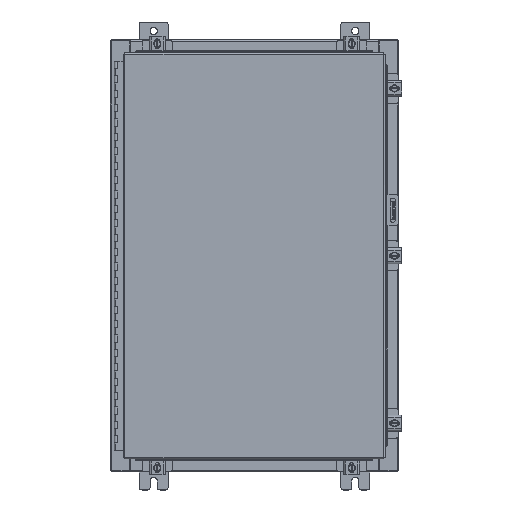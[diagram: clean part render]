
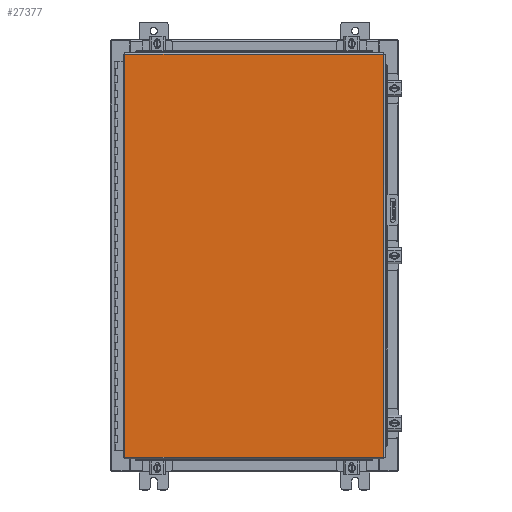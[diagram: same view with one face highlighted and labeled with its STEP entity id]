
A CAD part, top view. The second image highlights one B-rep face of the part: STEP entity #27377.
In plain terms, the highlighted planar face has unit normal (0, 0, 1).
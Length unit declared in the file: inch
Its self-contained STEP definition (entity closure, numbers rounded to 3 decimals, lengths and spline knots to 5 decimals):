
#475 = VERTEX_POINT ( 'NONE', #7114 ) ;
#629 = EDGE_CURVE ( 'NONE', #938, #4079, #14729, .T. ) ;
#938 = VERTEX_POINT ( 'NONE', #13542 ) ;
#2000 = CARTESIAN_POINT ( 'NONE',  ( -8.9903, -14.0063, 0. ) ) ;
#2462 = ORIENTED_EDGE ( 'NONE', *, *, #22999, .T. ) ;
#4079 = VERTEX_POINT ( 'NONE', #2000 ) ;
#5533 = DIRECTION ( 'NONE',  ( -1., 0., 0. ) ) ;
#5665 = CARTESIAN_POINT ( 'NONE',  ( 8.9903, 14.0063, 0. ) ) ;
#5849 = VECTOR ( 'NONE', #16493, 39.37008 ) ;
#7114 = CARTESIAN_POINT ( 'NONE',  ( 8.9903, 14.0063, 0. ) ) ;
#7636 = EDGE_LOOP ( 'NONE', ( #2462, #20378, #21384, #10568 ) ) ;
#8872 = AXIS2_PLACEMENT_3D ( 'NONE', #36419, #36021, #35971 ) ;
#10568 = ORIENTED_EDGE ( 'NONE', *, *, #629, .T. ) ;
#11261 = CARTESIAN_POINT ( 'NONE',  ( 8.9903, -14.0063, 0. ) ) ;
#11635 = DIRECTION ( 'NONE',  ( 0., 1., 0. ) ) ;
#13425 = LINE ( 'NONE', #16292, #5849 ) ;
#13542 = CARTESIAN_POINT ( 'NONE',  ( -8.9903, 14.0063, 0. ) ) ;
#14729 = LINE ( 'NONE', #31094, #21573 ) ;
#16292 = CARTESIAN_POINT ( 'NONE',  ( -8.9903, -14.0063, 0. ) ) ;
#16493 = DIRECTION ( 'NONE',  ( 1., 0., 0. ) ) ;
#17224 = EDGE_CURVE ( 'NONE', #475, #938, #29372, .T. ) ;
#19343 = VERTEX_POINT ( 'NONE', #35820 ) ;
#20378 = ORIENTED_EDGE ( 'NONE', *, *, #28777, .T. ) ;
#21258 = LINE ( 'NONE', #11261, #28070 ) ;
#21384 = ORIENTED_EDGE ( 'NONE', *, *, #17224, .T. ) ;
#21573 = VECTOR ( 'NONE', #25263, 39.37008 ) ;
#21648 = VECTOR ( 'NONE', #5533, 39.37008 ) ;
#22999 = EDGE_CURVE ( 'NONE', #4079, #19343, #13425, .T. ) ;
#25263 = DIRECTION ( 'NONE',  ( 0., -1., 0. ) ) ;
#27377 = ADVANCED_FACE ( 'NONE', ( #33611 ), #36030, .F. ) ;
#28070 = VECTOR ( 'NONE', #11635, 39.37008 ) ;
#28777 = EDGE_CURVE ( 'NONE', #19343, #475, #21258, .T. ) ;
#29372 = LINE ( 'NONE', #5665, #21648 ) ;
#31094 = CARTESIAN_POINT ( 'NONE',  ( -8.9903, 14.0063, 0. ) ) ;
#33611 = FACE_OUTER_BOUND ( 'NONE', #7636, .T. ) ;
#35820 = CARTESIAN_POINT ( 'NONE',  ( 8.9903, -14.0063, 0. ) ) ;
#35971 = DIRECTION ( 'NONE',  ( -1., 0., 0. ) ) ;
#36021 = DIRECTION ( 'NONE',  ( 0., 0., -1. ) ) ;
#36030 = PLANE ( 'NONE',  #8872 ) ;
#36419 = CARTESIAN_POINT ( 'NONE',  ( 0., 0., 0. ) ) ;
